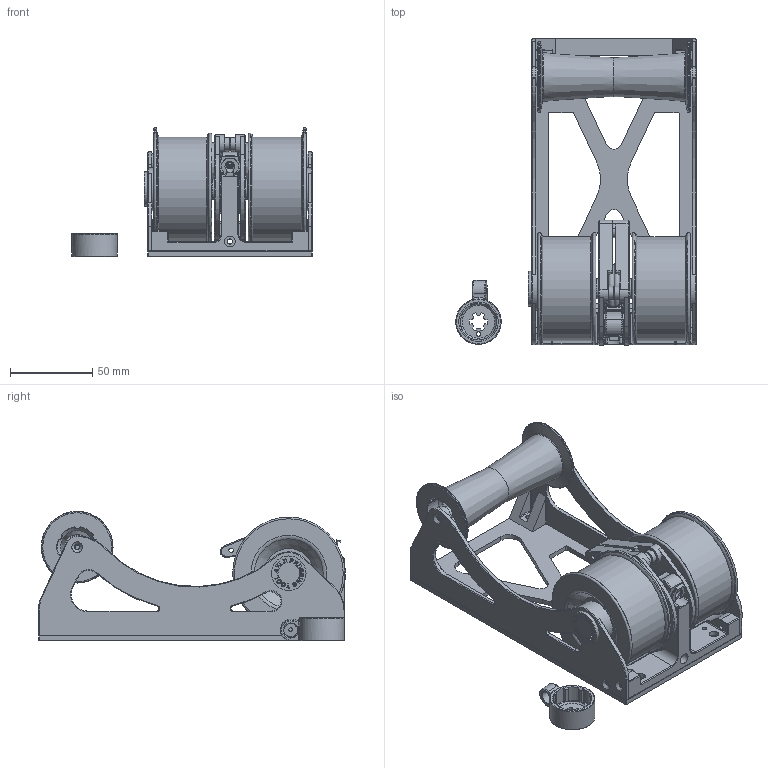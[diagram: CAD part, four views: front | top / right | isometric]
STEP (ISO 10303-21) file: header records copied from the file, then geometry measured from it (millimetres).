
FILE_DESCRIPTION(/* description */ (''),/* implementation_level */ '2;1');
FILE_NAME(/* name */ 'Filamentalist_100mm_V1.8.step',/* time_stamp */ '2024-07-02T13:56:39-06:00',/* author */ (''),/* organization */ (''),/* preprocessor_version */ 'ST-DEVELOPER v20',/* originating_system */ 'Autodesk Translation Framework v13.14.0.145',/* authorisation */ '');
FILE_SCHEMA (('AUTOMOTIVE_DESIGN { 1 0 10303 214 3 1 1 }'));
Length unit declared in the file: millimetre
Products named in the file (25): Filamentalist (parametric); Drive_Roller_Assembly; Center_Drive_Roller; Rim_Roller; Rim_Roller(2); CDR_Spacer; #63871; HF081412_8x12mm_1-Way_Bearing; CDR_Spacer(2); Idler_Roller_Assembly; Idler_Roller_Axle; Idler_Roller_(male); Idler_Roller_(female); Base_Assembly; Left_Support; Right_Support(Mirror); Base_Plate; Tensioner_Assembly; Tensioner_Mount; Tensioner_Arm; Tensioner_Arm_Right; Tensioner_Arm_Left; ECAS_Clip; Test_Block; Axle_Pressing_Tool
Assembly tree (25 placements, depth 4):
  Filamentalist (parametric)
    Drive_Roller_Assembly
      Center_Drive_Roller
      Rim_Roller
        Rim_Roller(2)
      CDR_Spacer
      #63871  x2
      HF081412_8x12mm_1-Way_Bearing
      CDR_Spacer(2)
    Idler_Roller_Assembly
      Idler_Roller_Axle
      Idler_Roller_(male)
      Idler_Roller_(female)
    Base_Assembly
      Left_Support
      Right_Support(Mirror)
      Base_Plate
    Tensioner_Assembly
      Tensioner_Mount
      Tensioner_Arm
        Tensioner_Arm_Right
        Tensioner_Arm_Left
      ECAS_Clip
    Test_Block
    Axle_Pressing_Tool
Bounding box: 146.05 x 186.46 x 78.65 mm (x, y, z)
Volume: 367392.6 mm3; surface area: 148266 mm2
Topology: 21 solids, 23 shells, 1848 faces, 4652 edges, 2879 vertices
Faces by surface type: plane 789, cylinder 476, bspline 315, cone 201, torus 59, sphere 8
Full cylindrical faces by diameter (mm): 2.3 x2, 2.7 x14, 3.2 x18, 3.5 x1, 4.2 x1, 4.7 x1, 5.8 x2, 6 x1, 6.5 x3, 8 x3, 8.3 x2, 8.4 x4, 8.7 x2, 10 x1, 11.5 x4, 12 x2, 13 x1, 14.28 x1, 14.938 x2, 15 x4, 16.119 x2, 17.191 x3, 18.293 x3, 21 x1, 22 x1, 23.992 x1, 26 x2, 27.6 x1, 29.364 x2, 43.6 x2
Entity records: 63909 total; most frequent: CARTESIAN_POINT 20658, ORIENTED_EDGE 9272, DIRECTION 8178, EDGE_CURVE 4636, VERTEX_POINT 2878, AXIS2_PLACEMENT_3D 2861, LINE 2456, VECTOR 2456
